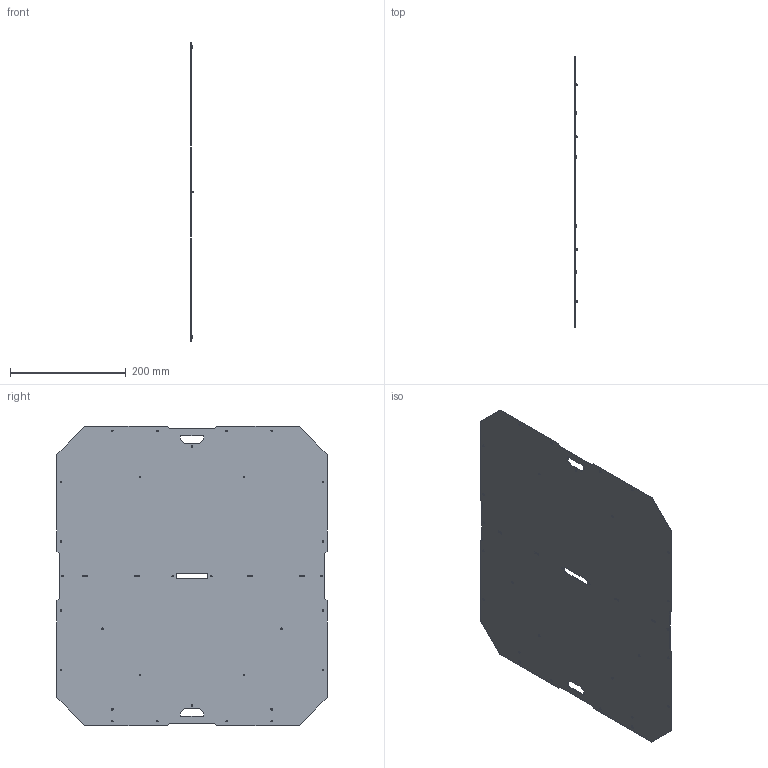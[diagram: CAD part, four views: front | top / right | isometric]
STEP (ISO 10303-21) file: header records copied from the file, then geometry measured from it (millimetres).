
FILE_DESCRIPTION(/* description */ (''),/* implementation_level */ '2;1');
FILE_NAME(/* name */ 'Top_panel-2A.stp',/* time_stamp */ '2022-11-29T11:35:18+01:00',/* author */ ('inventor'),/* organization */ (''),/* preprocessor_version */ 'ST-DEVELOPER v19',/* originating_system */ 'Autodesk Inventor 2023',/* authorisation */ '');
FILE_SCHEMA (('AUTOMOTIVE_DESIGN { 1 0 10303 214 3 1 1 }'));
Length unit declared in the file: millimetre
Products named in the file (1): Top_panel
Bounding box: 4 x 468 x 518 mm (x, y, z)
Volume: 234898.2 mm3; surface area: 472404 mm2
Topology: 1 solids, 1 shells, 184 faces, 506 edges, 332 vertices
Faces by surface type: plane 98, cylinder 86
Full cylindrical faces by diameter (mm): 2.5 x16, 3.3 x14, 3.6 x12, 5.4 x4
Entity records: 6081 total; most frequent: DIRECTION 1048, CARTESIAN_POINT 1023, ORIENTED_EDGE 1012, EDGE_CURVE 506, AXIS2_PLACEMENT_3D 357, LINE 334, VECTOR 334, VERTEX_POINT 332
